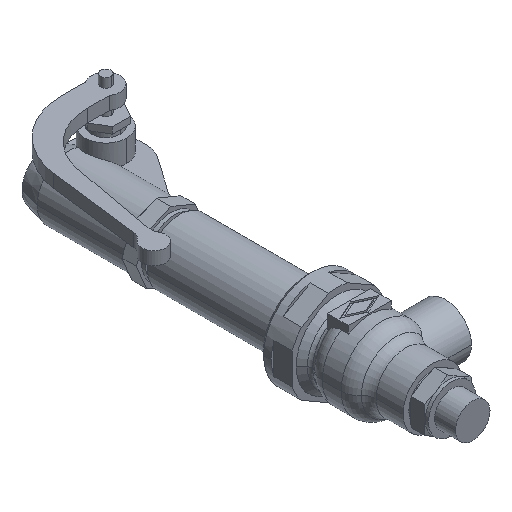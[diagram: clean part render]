
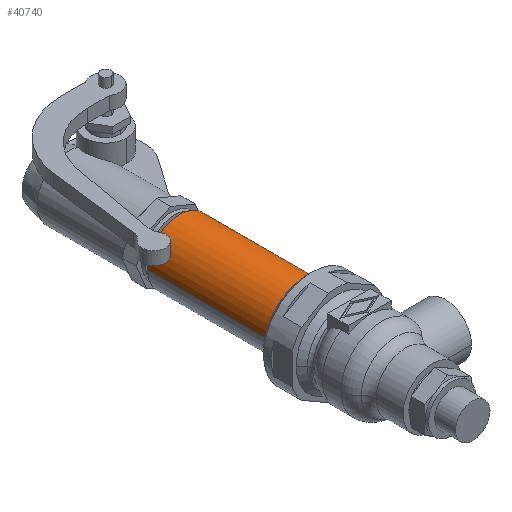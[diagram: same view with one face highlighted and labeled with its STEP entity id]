
A CAD part, isometric view. The second image highlights one B-rep face of the part: STEP entity #40740.
In plain terms, the highlighted cylindrical face has radius 24.5 mm (diameter 49 mm), a partial arc.
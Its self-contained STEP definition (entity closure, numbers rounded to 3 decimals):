
#19410=CARTESIAN_POINT('',(0.,110.5,0.));
#19420=DIRECTION('',(0.,-1.,0.));
#19430=DIRECTION('',(-1.,0.,0.));
#19440=AXIS2_PLACEMENT_3D('',#19410,#19420,#19430);
#19450=CIRCLE('',#19440,24.5);
#19460=CARTESIAN_POINT('',(24.5,110.5,0.));
#19470=VERTEX_POINT('',#19460);
#19480=CARTESIAN_POINT('',(-24.5,110.5,0.));
#19490=VERTEX_POINT('',#19480);
#19500=EDGE_CURVE('',#19470,#19490,#19450,.T.);
#19570=CARTESIAN_POINT('',(0.,159.71,0.));
#19580=DIRECTION('',(0.,1.,0.));
#19590=DIRECTION('',(-1.,0.,0.));
#19600=AXIS2_PLACEMENT_3D('',#19570,#19580,#19590);
#19610=CYLINDRICAL_SURFACE('',#19600,24.5);
#19620=CARTESIAN_POINT('',(-24.5,159.71,0.));
#19630=DIRECTION('',(0.,1.,0.));
#19640=VECTOR('',#19630,1.);
#19650=LINE('',#19620,#19640);
#19660=CARTESIAN_POINT('',(-24.5,208.92,0.));
#19670=VERTEX_POINT('',#19660);
#19680=EDGE_CURVE('',#19490,#19670,#19650,.T.);
#19710=CARTESIAN_POINT('',(24.5,159.71,0.));
#19720=DIRECTION('',(0.,1.,0.));
#19730=VECTOR('',#19720,1.);
#19740=LINE('',#19710,#19730);
#19750=CARTESIAN_POINT('',(24.5,208.92,0.));
#19760=VERTEX_POINT('',#19750);
#19770=EDGE_CURVE('',#19470,#19760,#19740,.T.);
#19790=CARTESIAN_POINT('',(0.,208.92,0.));
#19800=DIRECTION('',(0.,-1.,0.));
#19810=DIRECTION('',(-1.,0.,0.));
#19820=AXIS2_PLACEMENT_3D('',#19790,#19800,#19810);
#19830=CIRCLE('',#19820,24.5);
#19940=EDGE_CURVE('',#19760,#19670,#19830,.T.);
#40680=ORIENTED_EDGE('',*,*,#19500,.F.);
#40690=ORIENTED_EDGE('',*,*,#19680,.F.);
#40700=ORIENTED_EDGE('',*,*,#19940,.T.);
#40710=ORIENTED_EDGE('',*,*,#19770,.T.);
#40720=EDGE_LOOP('',(#40710,#40700,#40690,#40680));
#40730=FACE_OUTER_BOUND('',#40720,.T.);
#40740=ADVANCED_FACE('',(#40730),#19610,.T.);
